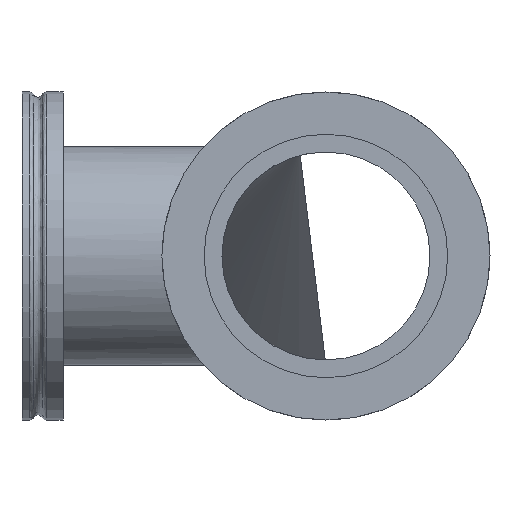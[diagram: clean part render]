
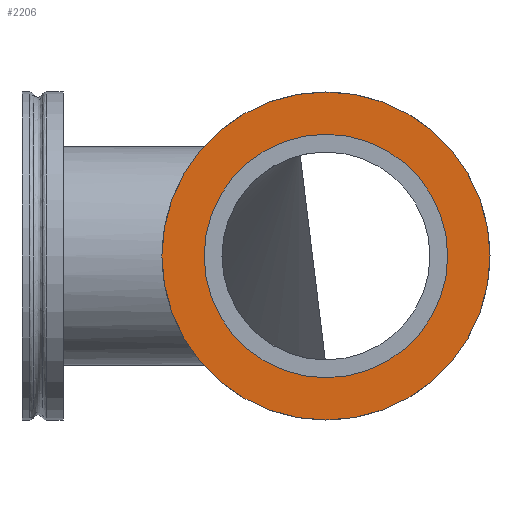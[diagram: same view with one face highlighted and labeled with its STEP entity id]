
A CAD part, left-side view. The second image highlights one B-rep face of the part: STEP entity #2206.
In plain terms, the highlighted face is planar.
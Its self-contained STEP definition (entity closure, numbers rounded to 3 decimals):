
#33 = DIRECTION ( 'NONE',  ( 0., 0., -1. ) ) ;
#145 = PLANE ( 'NONE',  #407 ) ;
#171 = CIRCLE ( 'NONE', #2789, 35.25 ) ;
#289 = DIRECTION ( 'NONE',  ( 0., 1., 0. ) ) ;
#297 = EDGE_LOOP ( 'NONE', ( #1171 ) ) ;
#357 = CARTESIAN_POINT ( 'NONE',  ( 0., 0., -47.5 ) ) ;
#365 = EDGE_CURVE ( 'NONE', #1479, #1479, #434, .T. ) ;
#407 = AXIS2_PLACEMENT_3D ( 'NONE', #1850, #1862, #2901 ) ;
#434 = CIRCLE ( 'NONE', #1854, 47.5 ) ;
#669 = EDGE_LOOP ( 'NONE', ( #2583 ) ) ;
#1111 = CARTESIAN_POINT ( 'NONE',  ( 0., 0., -35.25 ) ) ;
#1171 = ORIENTED_EDGE ( 'NONE', *, *, #1438, .T. ) ;
#1438 = EDGE_CURVE ( 'NONE', #2489, #2489, #171, .T. ) ;
#1479 = VERTEX_POINT ( 'NONE', #357 ) ;
#1850 = CARTESIAN_POINT ( 'NONE',  ( 0., 0., 0. ) ) ;
#1854 = AXIS2_PLACEMENT_3D ( 'NONE', #2776, #289, #33 ) ;
#1862 = DIRECTION ( 'NONE',  ( 0., 1., 0. ) ) ;
#1954 = DIRECTION ( 'NONE',  ( 0., -1., 0. ) ) ;
#1983 = CARTESIAN_POINT ( 'NONE',  ( 0., 0., 0. ) ) ;
#2206 = ADVANCED_FACE ( 'NONE', ( #2903, #2238 ), #145, .T. ) ;
#2238 = FACE_OUTER_BOUND ( 'NONE', #669, .T. ) ;
#2489 = VERTEX_POINT ( 'NONE', #1111 ) ;
#2583 = ORIENTED_EDGE ( 'NONE', *, *, #365, .T. ) ;
#2776 = CARTESIAN_POINT ( 'NONE',  ( 0., 0., 0. ) ) ;
#2789 = AXIS2_PLACEMENT_3D ( 'NONE', #1983, #1954, #2948 ) ;
#2901 = DIRECTION ( 'NONE',  ( 0., 0., 1. ) ) ;
#2903 = FACE_BOUND ( 'NONE', #297, .T. ) ;
#2948 = DIRECTION ( 'NONE',  ( 0., 0., -1. ) ) ;
